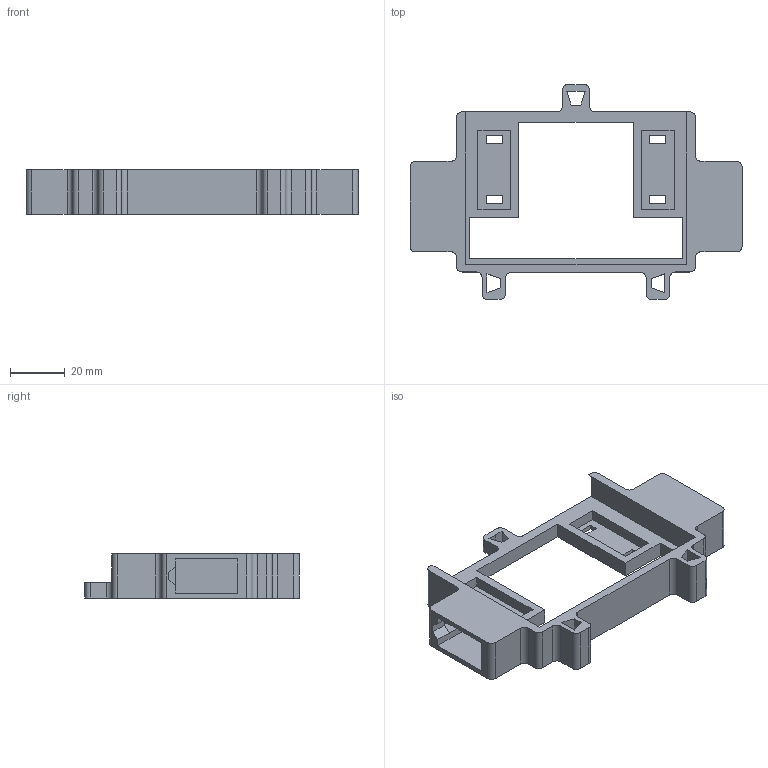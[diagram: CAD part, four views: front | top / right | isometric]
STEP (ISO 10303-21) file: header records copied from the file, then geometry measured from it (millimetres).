
FILE_DESCRIPTION(/* description */ (''),/* implementation_level */ '2;1');
FILE_NAME(/* name */ 'RobotV3.step',/* time_stamp */ '2025-07-07T13:11:41+01:00',/* author */ (''),/* organization */ (''),/* preprocessor_version */ 'ST-DEVELOPER v20.1',/* originating_system */ 'Autodesk Translation Framework v14.10.0.0',/* authorisation */ '');
FILE_SCHEMA (('AUTOMOTIVE_DESIGN { 1 0 10303 214 3 1 1 }'));
Length unit declared in the file: millimetre
Products named in the file (1): RobotV3
Bounding box: 121.3 x 78.5 x 16.1 mm (x, y, z)
Volume: 25261.8 mm3; surface area: 20742.8 mm2
Topology: 1 solids, 1 shells, 132 faces, 382 edges, 252 vertices
Faces by surface type: plane 108, cylinder 24
Entity records: 4367 total; most frequent: CARTESIAN_POINT 767, ORIENTED_EDGE 764, DIRECTION 700, EDGE_CURVE 382, LINE 330, VECTOR 330, VERTEX_POINT 252, AXIS2_PLACEMENT_3D 185
